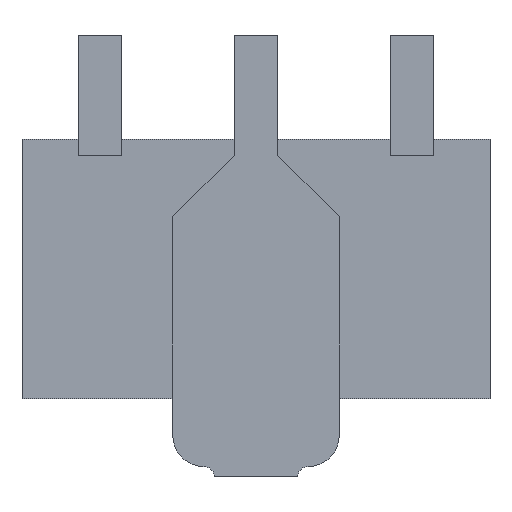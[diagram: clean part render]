
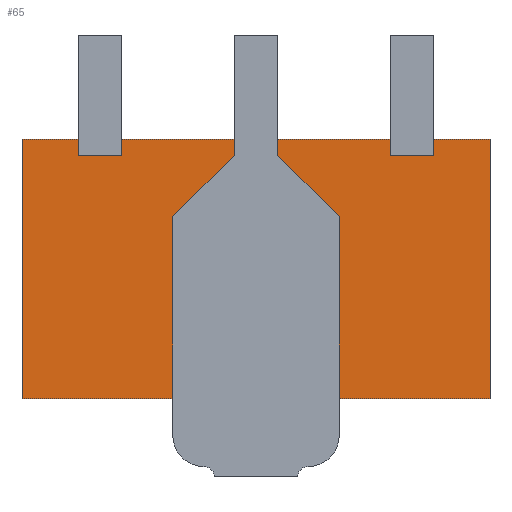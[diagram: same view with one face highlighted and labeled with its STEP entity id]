
A CAD part, front view. The second image highlights one B-rep face of the part: STEP entity #65.
In plain terms, the highlighted planar face has unit normal (0, -1, 0).
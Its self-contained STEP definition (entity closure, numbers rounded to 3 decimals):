
#36 = CARTESIAN_POINT ( 'NONE',  ( 2.25, 0.05, -1.25 ) ) ;
#46 = DIRECTION ( 'NONE',  ( 0., 0., 1. ) ) ;
#65 = ADVANCED_FACE ( 'NONE', ( #1136 ), #738, .T. ) ;
#187 = DIRECTION ( 'NONE',  ( -1., 0., 0. ) ) ;
#330 = CARTESIAN_POINT ( 'NONE',  ( 2.25, 0.05, 1.25 ) ) ;
#355 = VERTEX_POINT ( 'NONE', #1064 ) ;
#423 = EDGE_CURVE ( 'NONE', #664, #540, #876, .T. ) ;
#486 = LINE ( 'NONE', #1713, #1586 ) ;
#540 = VERTEX_POINT ( 'NONE', #977 ) ;
#562 = EDGE_CURVE ( 'NONE', #540, #1647, #1036, .T. ) ;
#606 = ORIENTED_EDGE ( 'NONE', *, *, #1285, .T. ) ;
#659 = ORIENTED_EDGE ( 'NONE', *, *, #1694, .T. ) ;
#664 = VERTEX_POINT ( 'NONE', #1089 ) ;
#706 = VECTOR ( 'NONE', #788, 1000. ) ;
#720 = AXIS2_PLACEMENT_3D ( 'NONE', #1033, #772, #1095 ) ;
#738 = PLANE ( 'NONE',  #720 ) ;
#772 = DIRECTION ( 'NONE',  ( 0., -1., 0. ) ) ;
#788 = DIRECTION ( 'NONE',  ( 1., 0., 0. ) ) ;
#804 = LINE ( 'NONE', #330, #1492 ) ;
#834 = EDGE_LOOP ( 'NONE', ( #1379, #1135, #659, #606 ) ) ;
#876 = LINE ( 'NONE', #1626, #1247 ) ;
#977 = CARTESIAN_POINT ( 'NONE',  ( -2.25, 0.05, -1.25 ) ) ;
#1033 = CARTESIAN_POINT ( 'NONE',  ( 2.25, 0.05, -1.25 ) ) ;
#1036 = LINE ( 'NONE', #1469, #706 ) ;
#1064 = CARTESIAN_POINT ( 'NONE',  ( 2.25, 0.05, 1.25 ) ) ;
#1084 = DIRECTION ( 'NONE',  ( 0., 0., -1. ) ) ;
#1089 = CARTESIAN_POINT ( 'NONE',  ( -2.25, 0.05, 1.25 ) ) ;
#1095 = DIRECTION ( 'NONE',  ( 0., 0., -1. ) ) ;
#1135 = ORIENTED_EDGE ( 'NONE', *, *, #562, .T. ) ;
#1136 = FACE_OUTER_BOUND ( 'NONE', #834, .T. ) ;
#1247 = VECTOR ( 'NONE', #1084, 1000. ) ;
#1285 = EDGE_CURVE ( 'NONE', #355, #664, #804, .T. ) ;
#1379 = ORIENTED_EDGE ( 'NONE', *, *, #423, .T. ) ;
#1469 = CARTESIAN_POINT ( 'NONE',  ( 2.25, 0.05, -1.25 ) ) ;
#1492 = VECTOR ( 'NONE', #187, 1000. ) ;
#1586 = VECTOR ( 'NONE', #46, 1000. ) ;
#1626 = CARTESIAN_POINT ( 'NONE',  ( -2.25, 0.05, -1.25 ) ) ;
#1647 = VERTEX_POINT ( 'NONE', #36 ) ;
#1694 = EDGE_CURVE ( 'NONE', #1647, #355, #486, .T. ) ;
#1713 = CARTESIAN_POINT ( 'NONE',  ( 2.25, 0.05, -1.25 ) ) ;
